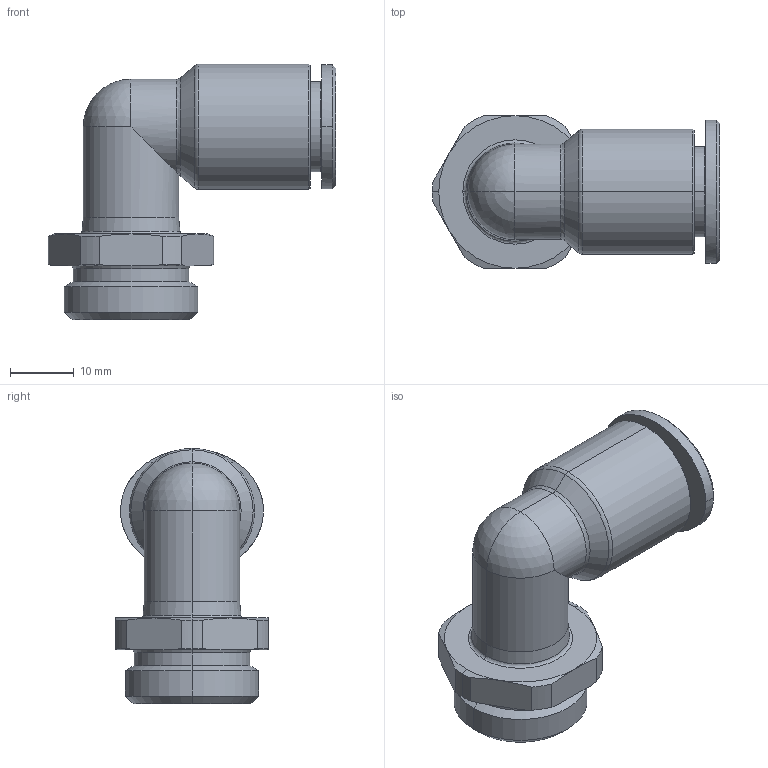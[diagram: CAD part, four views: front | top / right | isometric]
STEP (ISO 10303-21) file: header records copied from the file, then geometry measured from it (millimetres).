
FILE_DESCRIPTION((''),'2;1');
FILE_NAME('GPL 12G04(L)(3D).stp','2012-12-21T09:54:42',(''),(''),'Mechanical Desktop.R8.0.24.0','Mechanical Desktop.R8.0.24.0',', , ');
FILE_SCHEMA(('CONFIG_CONTROL_DESIGN'));
Length unit declared in the file: millimetre
Products named in the file (3): GPL 12G04(L)(3D); 睡ヶ1; RM_SDB
Assembly tree (2 placements, depth 2):
  GPL 12G04(L)(3D)
    睡ヶ1
    RM_SDB
Bounding box: 45.2 x 24 x 40.2 mm (x, y, z)
Volume: 12557 mm3; surface area: 6323.1 mm2
Topology: 1 solids, 1 shells, 425 faces, 1182 edges, 772 vertices
Faces by surface type: plane 346, cone 38, cylinder 25, bspline 12, torus 2, sphere 2
Entity records: 14040 total; most frequent: CARTESIAN_POINT 3109, ORIENTED_EDGE 2356, DIRECTION 2071, EDGE_CURVE 1178, VECTOR 1035, LINE 1035, VERTEX_POINT 772, AXIS2_PLACEMENT_3D 518
